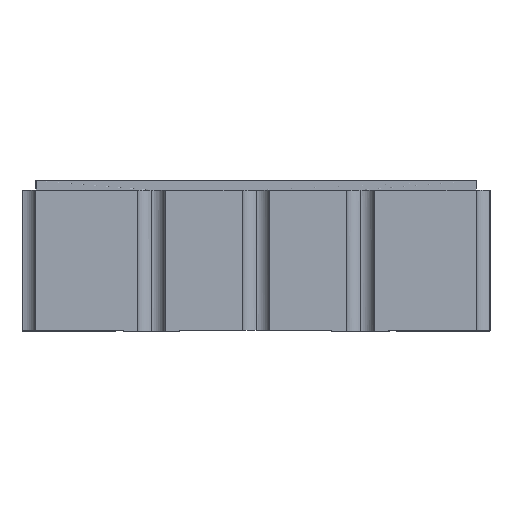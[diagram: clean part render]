
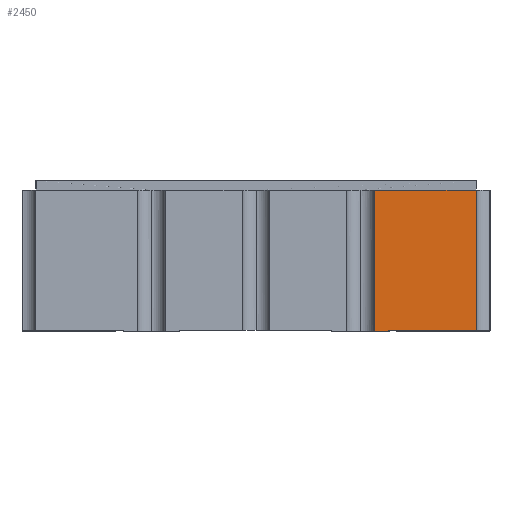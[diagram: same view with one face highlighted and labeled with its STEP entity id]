
A CAD part, left-side view. The second image highlights one B-rep face of the part: STEP entity #2450.
In plain terms, the highlighted planar face has unit normal (-1, 0, 0).
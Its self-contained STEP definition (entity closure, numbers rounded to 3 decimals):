
#206 = VERTEX_POINT ( 'NONE', #2913 ) ;
#274 = CARTESIAN_POINT ( 'NONE',  ( -3.378, -1.078, 1.5 ) ) ;
#312 = CARTESIAN_POINT ( 'NONE',  ( -3.378, -2.019, 0. ) ) ;
#420 = CARTESIAN_POINT ( 'NONE',  ( -3.378, -0.931, -0.01 ) ) ;
#512 = LINE ( 'NONE', #1697, #845 ) ;
#595 = ORIENTED_EDGE ( 'NONE', *, *, #4726, .F. ) ;
#637 = CARTESIAN_POINT ( 'NONE',  ( -3.378, -1.078, 0. ) ) ;
#662 = DIRECTION ( 'NONE',  ( 0., 1., 0. ) ) ;
#663 = DIRECTION ( 'NONE',  ( 0., -1., 0. ) ) ;
#748 = EDGE_CURVE ( 'NONE', #1456, #4518, #3281, .T. ) ;
#757 = ORIENTED_EDGE ( 'NONE', *, *, #3656, .F. ) ;
#845 = VECTOR ( 'NONE', #4266, 1000. ) ;
#933 = VERTEX_POINT ( 'NONE', #420 ) ;
#1014 = LINE ( 'NONE', #1064, #1175 ) ;
#1043 = DIRECTION ( 'NONE',  ( 0., 0., -1. ) ) ;
#1064 = CARTESIAN_POINT ( 'NONE',  ( -3.378, -0.931, 1.5 ) ) ;
#1070 = LINE ( 'NONE', #4394, #1272 ) ;
#1094 = VECTOR ( 'NONE', #1043, 1000. ) ;
#1175 = VECTOR ( 'NONE', #2947, 1000. ) ;
#1272 = VECTOR ( 'NONE', #663, 1000. ) ;
#1456 = VERTEX_POINT ( 'NONE', #3267 ) ;
#1660 = EDGE_CURVE ( 'NONE', #933, #2904, #1014, .T. ) ;
#1697 = CARTESIAN_POINT ( 'NONE',  ( -3.378, 2.834, 1.5 ) ) ;
#1739 = PLANE ( 'NONE',  #2609 ) ;
#1740 = EDGE_LOOP ( 'NONE', ( #757, #595, #2519, #1941, #3543, #2220 ) ) ;
#1763 = DIRECTION ( 'NONE',  ( 1., 0., 0. ) ) ;
#1859 = CARTESIAN_POINT ( 'NONE',  ( -3.378, 2.834, -0.01 ) ) ;
#1885 = CARTESIAN_POINT ( 'NONE',  ( -3.378, -0.931, 1.5 ) ) ;
#1935 = VECTOR ( 'NONE', #662, 1000. ) ;
#1941 = ORIENTED_EDGE ( 'NONE', *, *, #748, .F. ) ;
#2105 = DIRECTION ( 'NONE',  ( 0., 1., 0. ) ) ;
#2220 = ORIENTED_EDGE ( 'NONE', *, *, #1660, .F. ) ;
#2450 = ADVANCED_FACE ( 'NONE', ( #2510 ), #1739, .F. ) ;
#2510 = FACE_OUTER_BOUND ( 'NONE', #1740, .T. ) ;
#2519 = ORIENTED_EDGE ( 'NONE', *, *, #2906, .T. ) ;
#2609 = AXIS2_PLACEMENT_3D ( 'NONE', #4675, #1763, #2105 ) ;
#2763 = VERTEX_POINT ( 'NONE', #637 ) ;
#2904 = VERTEX_POINT ( 'NONE', #1885 ) ;
#2906 = EDGE_CURVE ( 'NONE', #2763, #4518, #1070, .T. ) ;
#2913 = CARTESIAN_POINT ( 'NONE',  ( -3.378, -1.078, -0.01 ) ) ;
#2947 = DIRECTION ( 'NONE',  ( 0., 0., 1. ) ) ;
#3267 = CARTESIAN_POINT ( 'NONE',  ( -3.378, -2.019, 1.5 ) ) ;
#3281 = LINE ( 'NONE', #4417, #1094 ) ;
#3543 = ORIENTED_EDGE ( 'NONE', *, *, #3996, .F. ) ;
#3638 = LINE ( 'NONE', #274, #3981 ) ;
#3656 = EDGE_CURVE ( 'NONE', #206, #933, #3738, .T. ) ;
#3719 = DIRECTION ( 'NONE',  ( 0., 0., -1. ) ) ;
#3738 = LINE ( 'NONE', #1859, #1935 ) ;
#3981 = VECTOR ( 'NONE', #3719, 1000. ) ;
#3996 = EDGE_CURVE ( 'NONE', #2904, #1456, #512, .T. ) ;
#4266 = DIRECTION ( 'NONE',  ( 0., -1., 0. ) ) ;
#4394 = CARTESIAN_POINT ( 'NONE',  ( -3.378, 0., 0. ) ) ;
#4417 = CARTESIAN_POINT ( 'NONE',  ( -3.378, -2.019, 1.5 ) ) ;
#4518 = VERTEX_POINT ( 'NONE', #312 ) ;
#4675 = CARTESIAN_POINT ( 'NONE',  ( -3.378, 2.834, 1.5 ) ) ;
#4726 = EDGE_CURVE ( 'NONE', #2763, #206, #3638, .T. ) ;
